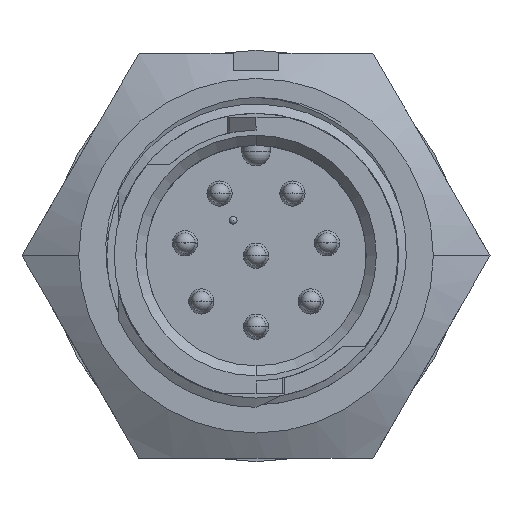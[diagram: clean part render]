
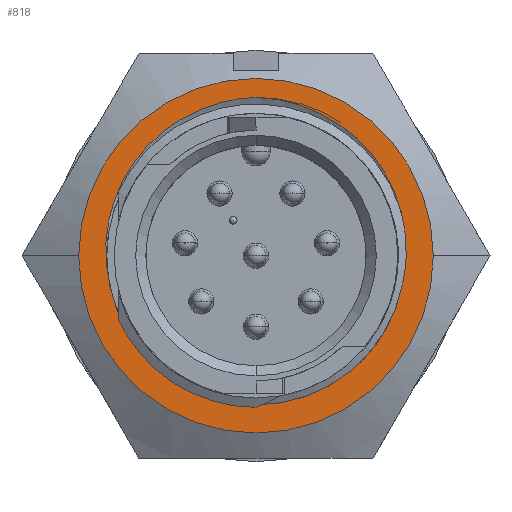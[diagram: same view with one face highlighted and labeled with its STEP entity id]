
A CAD part, top view. The second image highlights one B-rep face of the part: STEP entity #818.
In plain terms, the highlighted planar face has unit normal (0, 0, 1).
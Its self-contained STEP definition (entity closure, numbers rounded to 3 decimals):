
#360 = DIRECTION ( 'NONE',  ( -1., 0., 0. ) ) ;
#464 = CARTESIAN_POINT ( 'NONE',  ( 0., 7.938, -5.28 ) ) ;
#735 = CARTESIAN_POINT ( 'NONE',  ( 6.557, 4.028, -5.28 ) ) ;
#801 = CARTESIAN_POINT ( 'NONE',  ( -7.517, -0.343, -5.28 ) ) ;
#818 = ADVANCED_FACE ( 'NONE', ( #7205, #896 ), #5160, .F. ) ;
#896 = FACE_OUTER_BOUND ( 'NONE', #4026, .T. ) ;
#987 = CARTESIAN_POINT ( 'NONE',  ( -7.536, 0.794, -5.28 ) ) ;
#1056 = CARTESIAN_POINT ( 'NONE',  ( -7.45, -0.91, -5.28 ) ) ;
#1132 = CARTESIAN_POINT ( 'NONE',  ( 7.334, -1.47, -5.28 ) ) ;
#1542 = CARTESIAN_POINT ( 'NONE',  ( 5.145, 5.822, -5.28 ) ) ;
#1612 = CARTESIAN_POINT ( 'NONE',  ( 6.255, 4.516, -5.28 ) ) ;
#1883 = CARTESIAN_POINT ( 'NONE',  ( -5.552, 5.41, -5.28 ) ) ;
#2189 = DIRECTION ( 'NONE',  ( 0., 0., 1. ) ) ;
#2354 = CARTESIAN_POINT ( 'NONE',  ( -0.572, 7.92, -5.28 ) ) ;
#2397 = VERTEX_POINT ( 'NONE', #10892 ) ;
#2475 = CARTESIAN_POINT ( 'NONE',  ( -8.89, 0., -5.28 ) ) ;
#2685 = VERTEX_POINT ( 'NONE', #3516 ) ;
#2866 = ORIENTED_EDGE ( 'NONE', *, *, #6644, .T. ) ;
#2900 = CARTESIAN_POINT ( 'NONE',  ( -2.248, 7.557, -5.28 ) ) ;
#3387 = DIRECTION ( 'NONE',  ( -1., 0., 0. ) ) ;
#3392 = CIRCLE ( 'NONE', #6202, 8.89 ) ;
#3489 = CARTESIAN_POINT ( 'NONE',  ( 0., 0., -5.28 ) ) ;
#3516 = CARTESIAN_POINT ( 'NONE',  ( -7.334, -1.47, -5.28 ) ) ;
#3572 = CARTESIAN_POINT ( 'NONE',  ( 2.774, 7.36, -5.28 ) ) ;
#3579 = CIRCLE ( 'NONE', #6628, 8.89 ) ;
#3604 = ORIENTED_EDGE ( 'NONE', *, *, #10066, .F. ) ;
#3713 = CARTESIAN_POINT ( 'NONE',  ( 7.334, -1.47, -5.28 ) ) ;
#3918 = CARTESIAN_POINT ( 'NONE',  ( -3.795, 6.844, -5.28 ) ) ;
#4006 = VERTEX_POINT ( 'NONE', #1132 ) ;
#4012 = DIRECTION ( 'NONE',  ( 0., 0., -1. ) ) ;
#4026 = EDGE_LOOP ( 'NONE', ( #11499, #3604 ) ) ;
#4240 = VERTEX_POINT ( 'NONE', #464 ) ;
#4640 = EDGE_LOOP ( 'NONE', ( #2866, #7017, #8914 ) ) ;
#4867 = CARTESIAN_POINT ( 'NONE',  ( 2.242, 7.558, -5.28 ) ) ;
#4933 = CARTESIAN_POINT ( 'NONE',  ( -6.251, 4.521, -5.28 ) ) ;
#5030 = CARTESIAN_POINT ( 'NONE',  ( -5.866, -10.16, -5.28 ) ) ;
#5123 = CARTESIAN_POINT ( 'NONE',  ( -7.04, 3.009, -5.28 ) ) ;
#5159 = DIRECTION ( 'NONE',  ( 1., 0., 0. ) ) ;
#5160 = PLANE ( 'NONE',  #10962 ) ;
#5603 = CARTESIAN_POINT ( 'NONE',  ( 5.55, 5.413, -5.28 ) ) ;
#5668 = CARTESIAN_POINT ( 'NONE',  ( 7.23, 2.457, -5.28 ) ) ;
#5734 = CARTESIAN_POINT ( 'NONE',  ( 0., 7.938, -5.28 ) ) ;
#6006 = CARTESIAN_POINT ( 'NONE',  ( -1.142, 7.839, -5.28 ) ) ;
#6202 = AXIS2_PLACEMENT_3D ( 'NONE', #8355, #6436, #3387 ) ;
#6375 = B_SPLINE_CURVE_WITH_KNOTS ( 'NONE', 3,
 ( #10306, #12413, #1056, #801, #7034, #987, #10108, #6968, #5123, #12150, #4933, #1883, #9272, #13434, #3918, #8064, #2900, #6006, #2354, #12474 ),
 .UNSPECIFIED., .F., .F.,
 ( 4, 2, 2, 2, 2, 2, 2, 2, 2, 4 ),
 ( 0., 0.001, 0.002, 0.003, 0.005, 0.007, 0.009, 0.01, 0.012, 0.014 ),
 .UNSPECIFIED. ) ;
#6436 = DIRECTION ( 'NONE',  ( 0., 0., -1. ) ) ;
#6478 = EDGE_CURVE ( 'NONE', #4240, #4006, #8613, .T. ) ;
#6600 = DIRECTION ( 'NONE',  ( -1., 0., 0. ) ) ;
#6628 = AXIS2_PLACEMENT_3D ( 'NONE', #3489, #8595, #6600 ) ;
#6644 = EDGE_CURVE ( 'NONE', #2685, #4240, #6375, .T. ) ;
#6763 = CARTESIAN_POINT ( 'NONE',  ( 1.136, 7.824, -5.28 ) ) ;
#6968 = CARTESIAN_POINT ( 'NONE',  ( -7.225, 2.475, -5.28 ) ) ;
#7017 = ORIENTED_EDGE ( 'NONE', *, *, #6478, .T. ) ;
#7034 = CARTESIAN_POINT ( 'NONE',  ( -7.534, -0.057, -5.28 ) ) ;
#7205 = FACE_BOUND ( 'NONE', #4640, .T. ) ;
#7238 = EDGE_CURVE ( 'NONE', #2685, #4006, #13078, .T. ) ;
#8064 = CARTESIAN_POINT ( 'NONE',  ( -2.787, 7.354, -5.28 ) ) ;
#8355 = CARTESIAN_POINT ( 'NONE',  ( 0., 0., -5.28 ) ) ;
#8595 = DIRECTION ( 'NONE',  ( 0., 0., -1. ) ) ;
#8613 = B_SPLINE_CURVE_WITH_KNOTS ( 'NONE', 3,
 ( #5734, #11947, #12891, #6763, #11058, #4867, #3572, #10848, #10038, #1542, #5603, #1612, #735, #9759, #5668, #9828, #8886, #9898, #13029, #3713 ),
 .UNSPECIFIED., .F., .F.,
 ( 4, 2, 2, 2, 2, 2, 2, 2, 2, 4 ),
 ( 0., 0.001, 0.002, 0.003, 0.005, 0.007, 0.009, 0.01, 0.012, 0.014 ),
 .UNSPECIFIED. ) ;
#8886 = CARTESIAN_POINT ( 'NONE',  ( 7.537, 0.781, -5.28 ) ) ;
#8914 = ORIENTED_EDGE ( 'NONE', *, *, #7238, .F. ) ;
#9272 = CARTESIAN_POINT ( 'NONE',  ( -5.156, 5.813, -5.28 ) ) ;
#9759 = CARTESIAN_POINT ( 'NONE',  ( 7.047, 2.994, -5.28 ) ) ;
#9828 = CARTESIAN_POINT ( 'NONE',  ( 7.475, 1.355, -5.28 ) ) ;
#9898 = CARTESIAN_POINT ( 'NONE',  ( 7.532, -0.351, -5.28 ) ) ;
#10038 = CARTESIAN_POINT ( 'NONE',  ( 4.269, 6.536, -5.28 ) ) ;
#10066 = EDGE_CURVE ( 'NONE', #2397, #11908, #3579, .T. ) ;
#10108 = CARTESIAN_POINT ( 'NONE',  ( -7.475, 1.358, -5.28 ) ) ;
#10306 = CARTESIAN_POINT ( 'NONE',  ( -7.334, -1.47, -5.28 ) ) ;
#10343 = CARTESIAN_POINT ( 'NONE',  ( 0., 0., -5.28 ) ) ;
#10848 = CARTESIAN_POINT ( 'NONE',  ( 3.795, 6.845, -5.28 ) ) ;
#10892 = CARTESIAN_POINT ( 'NONE',  ( 8.89, 0., -5.28 ) ) ;
#10962 = AXIS2_PLACEMENT_3D ( 'NONE', #5030, #4012, #360 ) ;
#11058 = CARTESIAN_POINT ( 'NONE',  ( 1.417, 7.769, -5.28 ) ) ;
#11230 = EDGE_CURVE ( 'NONE', #11908, #2397, #3392, .T. ) ;
#11345 = AXIS2_PLACEMENT_3D ( 'NONE', #10343, #2189, #5159 ) ;
#11499 = ORIENTED_EDGE ( 'NONE', *, *, #11230, .F. ) ;
#11908 = VERTEX_POINT ( 'NONE', #2475 ) ;
#11947 = CARTESIAN_POINT ( 'NONE',  ( 0.286, 7.929, -5.28 ) ) ;
#12150 = CARTESIAN_POINT ( 'NONE',  ( -6.555, 4.03, -5.28 ) ) ;
#12413 = CARTESIAN_POINT ( 'NONE',  ( -7.4, -1.192, -5.28 ) ) ;
#12474 = CARTESIAN_POINT ( 'NONE',  ( 0., 7.938, -5.28 ) ) ;
#12891 = CARTESIAN_POINT ( 'NONE',  ( 0.57, 7.904, -5.28 ) ) ;
#13029 = CARTESIAN_POINT ( 'NONE',  ( 7.466, -0.913, -5.28 ) ) ;
#13078 = CIRCLE ( 'NONE', #11345, 7.48 ) ;
#13434 = CARTESIAN_POINT ( 'NONE',  ( -4.27, 6.536, -5.28 ) ) ;
